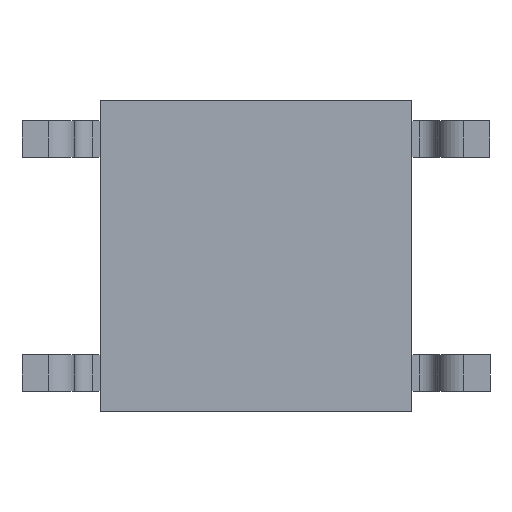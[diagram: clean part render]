
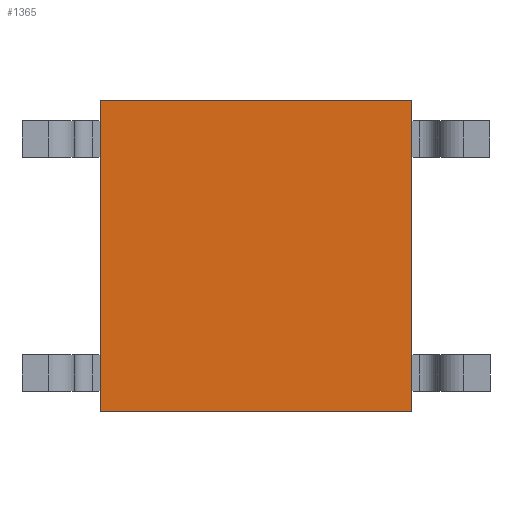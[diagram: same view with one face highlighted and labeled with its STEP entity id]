
A CAD part, front view. The second image highlights one B-rep face of the part: STEP entity #1365.
In plain terms, the highlighted planar face has unit normal (0, -1, 0).
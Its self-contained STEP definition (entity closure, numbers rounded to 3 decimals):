
#8 = VECTOR ( 'NONE', #815, 1000. ) ;
#17 = DIRECTION ( 'NONE',  ( 0., 0., 1. ) ) ;
#53 = LINE ( 'NONE', #193, #8 ) ;
#61 = CARTESIAN_POINT ( 'NONE',  ( 3., 0., 3. ) ) ;
#78 = EDGE_CURVE ( 'NONE', #1615, #2243, #2399, .T. ) ;
#86 = CARTESIAN_POINT ( 'NONE',  ( 3., 0., -3. ) ) ;
#193 = CARTESIAN_POINT ( 'NONE',  ( 4.496, 0., 3. ) ) ;
#200 = VERTEX_POINT ( 'NONE', #911 ) ;
#390 = DIRECTION ( 'NONE',  ( 0., -1., 0. ) ) ;
#442 = VERTEX_POINT ( 'NONE', #86 ) ;
#453 = ORIENTED_EDGE ( 'NONE', *, *, #1463, .F. ) ;
#467 = LINE ( 'NONE', #876, #2311 ) ;
#513 = ORIENTED_EDGE ( 'NONE', *, *, #2102, .F. ) ;
#668 = EDGE_CURVE ( 'NONE', #200, #442, #1854, .T. ) ;
#815 = DIRECTION ( 'NONE',  ( 1., 0., 0. ) ) ;
#847 = DIRECTION ( 'NONE',  ( -1., 0., 0. ) ) ;
#876 = CARTESIAN_POINT ( 'NONE',  ( -4.496, 0., -3. ) ) ;
#911 = CARTESIAN_POINT ( 'NONE',  ( 3., 0., 3. ) ) ;
#957 = CARTESIAN_POINT ( 'NONE',  ( -3., 0., -3. ) ) ;
#1101 = VECTOR ( 'NONE', #1638, 1000. ) ;
#1365 = ADVANCED_FACE ( 'NONE', ( #1616 ), #2415, .T. ) ;
#1463 = EDGE_CURVE ( 'NONE', #2243, #200, #53, .T. ) ;
#1615 = VERTEX_POINT ( 'NONE', #957 ) ;
#1616 = FACE_OUTER_BOUND ( 'NONE', #1732, .T. ) ;
#1638 = DIRECTION ( 'NONE',  ( 0., 0., -1. ) ) ;
#1662 = ORIENTED_EDGE ( 'NONE', *, *, #78, .F. ) ;
#1732 = EDGE_LOOP ( 'NONE', ( #513, #2105, #453, #1662 ) ) ;
#1830 = CARTESIAN_POINT ( 'NONE',  ( -3.49, 0., 1.9 ) ) ;
#1854 = LINE ( 'NONE', #61, #1101 ) ;
#2059 = CARTESIAN_POINT ( 'NONE',  ( -3., 0., 3. ) ) ;
#2102 = EDGE_CURVE ( 'NONE', #442, #1615, #467, .T. ) ;
#2105 = ORIENTED_EDGE ( 'NONE', *, *, #668, .F. ) ;
#2198 = CARTESIAN_POINT ( 'NONE',  ( -3., 0., -3. ) ) ;
#2243 = VERTEX_POINT ( 'NONE', #2059 ) ;
#2311 = VECTOR ( 'NONE', #847, 1000. ) ;
#2375 = VECTOR ( 'NONE', #17, 1000. ) ;
#2399 = LINE ( 'NONE', #2198, #2375 ) ;
#2415 = PLANE ( 'NONE',  #2524 ) ;
#2439 = DIRECTION ( 'NONE',  ( 0., 0., -1. ) ) ;
#2524 = AXIS2_PLACEMENT_3D ( 'NONE', #1830, #390, #2439 ) ;
